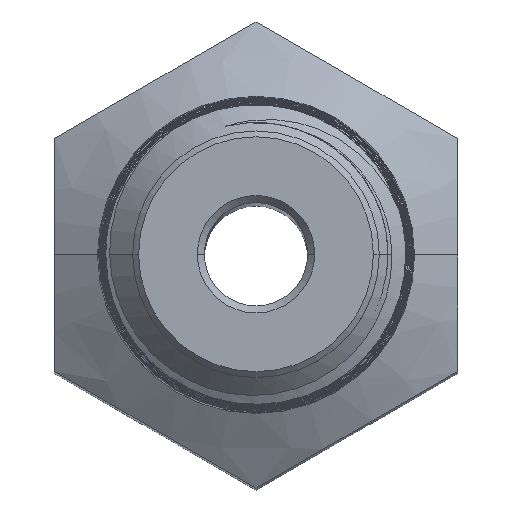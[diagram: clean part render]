
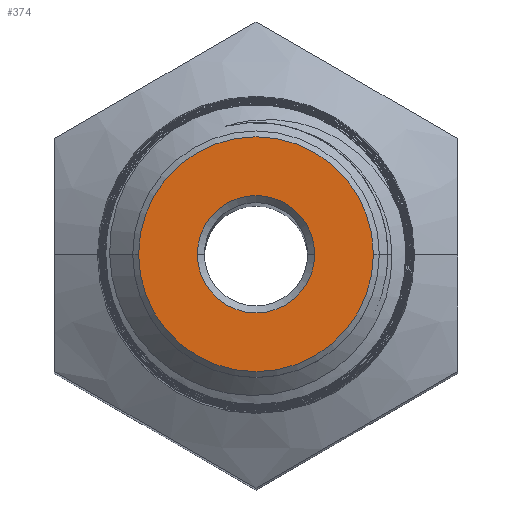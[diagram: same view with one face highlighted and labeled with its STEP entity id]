
A CAD part, top view. The second image highlights one B-rep face of the part: STEP entity #374.
In plain terms, the highlighted planar face has unit normal (0, 0, 1).
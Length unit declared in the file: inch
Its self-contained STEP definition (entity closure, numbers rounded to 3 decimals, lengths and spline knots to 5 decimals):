
#32 = DIRECTION ( 'NONE',  ( 1., 0., 0. ) ) ;
#34 = VERTEX_POINT ( 'NONE', #9796 ) ;
#374 = ADVANCED_FACE ( 'NONE', ( #5543, #1355 ), #11385, .T. ) ;
#377 = CIRCLE ( 'NONE', #4678, 0.1 ) ;
#704 = CARTESIAN_POINT ( 'NONE',  ( 0., 0., 1.75 ) ) ;
#1355 = FACE_OUTER_BOUND ( 'NONE', #3087, .T. ) ;
#1808 = EDGE_CURVE ( 'NONE', #34, #7318, #9266, .T. ) ;
#2915 = VERTEX_POINT ( 'NONE', #7522 ) ;
#3087 = EDGE_LOOP ( 'NONE', ( #7184, #5883 ) ) ;
#3237 = CARTESIAN_POINT ( 'NONE',  ( 0., 0., 1.75 ) ) ;
#3310 = CARTESIAN_POINT ( 'NONE',  ( -0.1, 0., 1.75 ) ) ;
#3629 = AXIS2_PLACEMENT_3D ( 'NONE', #3237, #4360, #6138 ) ;
#3997 = CIRCLE ( 'NONE', #7661, 0.1 ) ;
#4360 = DIRECTION ( 'NONE',  ( 0., 0., 1. ) ) ;
#4678 = AXIS2_PLACEMENT_3D ( 'NONE', #704, #8559, #10469 ) ;
#4933 = CARTESIAN_POINT ( 'NONE',  ( 0.2, 0., 1.75 ) ) ;
#5543 = FACE_BOUND ( 'NONE', #5643, .T. ) ;
#5643 = EDGE_LOOP ( 'NONE', ( #7307, #8625 ) ) ;
#5883 = ORIENTED_EDGE ( 'NONE', *, *, #12377, .T. ) ;
#6138 = DIRECTION ( 'NONE',  ( 1., 0., 0. ) ) ;
#6744 = DIRECTION ( 'NONE',  ( 1., 0., 0. ) ) ;
#7184 = ORIENTED_EDGE ( 'NONE', *, *, #1808, .T. ) ;
#7307 = ORIENTED_EDGE ( 'NONE', *, *, #12299, .F. ) ;
#7318 = VERTEX_POINT ( 'NONE', #4933 ) ;
#7522 = CARTESIAN_POINT ( 'NONE',  ( 0.1, 0., 1.75 ) ) ;
#7661 = AXIS2_PLACEMENT_3D ( 'NONE', #8467, #10378, #9416 ) ;
#8467 = CARTESIAN_POINT ( 'NONE',  ( 0., 0., 1.75 ) ) ;
#8559 = DIRECTION ( 'NONE',  ( 0., 0., 1. ) ) ;
#8591 = DIRECTION ( 'NONE',  ( 0., 0., 1. ) ) ;
#8625 = ORIENTED_EDGE ( 'NONE', *, *, #8859, .F. ) ;
#8859 = EDGE_CURVE ( 'NONE', #10840, #2915, #3997, .T. ) ;
#8964 = AXIS2_PLACEMENT_3D ( 'NONE', #12330, #8591, #6744 ) ;
#9266 = CIRCLE ( 'NONE', #10076, 0.2 ) ;
#9416 = DIRECTION ( 'NONE',  ( 1., 0., 0. ) ) ;
#9796 = CARTESIAN_POINT ( 'NONE',  ( -0.2, 0., 1.75 ) ) ;
#10076 = AXIS2_PLACEMENT_3D ( 'NONE', #10680, #11600, #32 ) ;
#10378 = DIRECTION ( 'NONE',  ( 0., 0., 1. ) ) ;
#10469 = DIRECTION ( 'NONE',  ( 1., 0., 0. ) ) ;
#10680 = CARTESIAN_POINT ( 'NONE',  ( 0., 0., 1.75 ) ) ;
#10840 = VERTEX_POINT ( 'NONE', #3310 ) ;
#11385 = PLANE ( 'NONE',  #8964 ) ;
#11600 = DIRECTION ( 'NONE',  ( 0., 0., 1. ) ) ;
#12188 = CIRCLE ( 'NONE', #3629, 0.2 ) ;
#12299 = EDGE_CURVE ( 'NONE', #2915, #10840, #377, .T. ) ;
#12330 = CARTESIAN_POINT ( 'NONE',  ( 0., 0., 1.75 ) ) ;
#12377 = EDGE_CURVE ( 'NONE', #7318, #34, #12188, .T. ) ;
